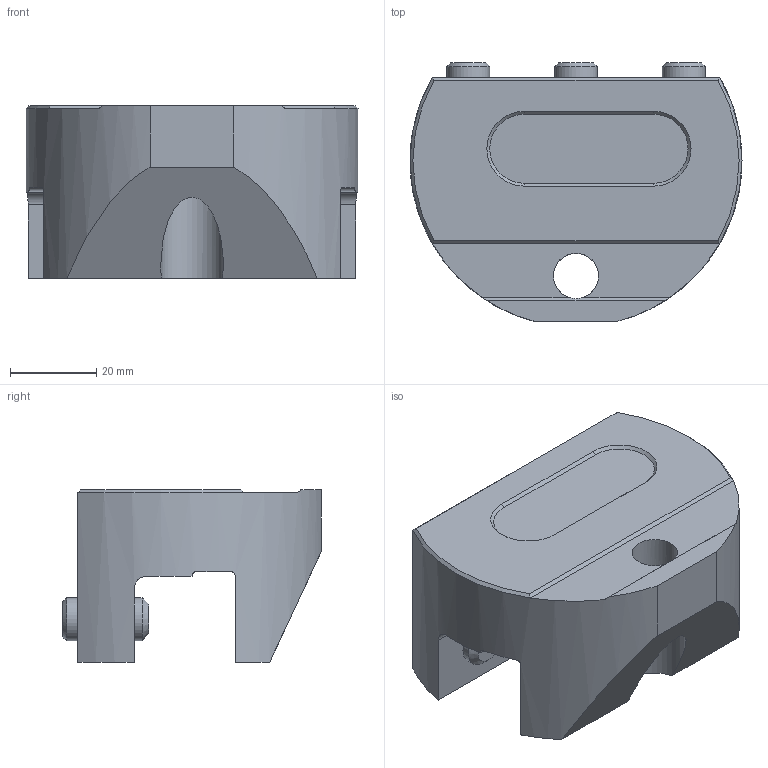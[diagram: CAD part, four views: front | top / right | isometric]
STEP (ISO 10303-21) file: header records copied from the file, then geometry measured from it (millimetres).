
FILE_DESCRIPTION(/* description */ (''),/* implementation_level */ '2;1');
FILE_NAME(/* name */ '1591614994641.stp',/* time_stamp */ '2020-06-08T16:47:24+05:00',/* author */ (''),/* organization */ ('SMS'),/* preprocessor_version */ 'ST-DEVELOPER v16.7',/* originating_system */ 'SIEMENS PLM Software NX 12.0',/* authorisation */ '');
FILE_SCHEMA (('AUTOMOTIVE_DESIGN { 1 0 10303 214 3 1 1 1 }'));
Length unit declared in the file: millimetre
Products named in the file (1): 202121717mod000_01
Bounding box: 77 x 60 x 40 mm (x, y, z)
Volume: 99326.4 mm3; surface area: 20492.7 mm2
Topology: 1 solids, 1 shells, 96 faces, 213 edges, 132 vertices
Faces by surface type: plane 51, cone 28, cylinder 16, torus 1
Full cylindrical faces by diameter (mm): 10 x6, 10.5 x1, 14.5 x1
Entity records: 2686 total; most frequent: CARTESIAN_POINT 602, DIRECTION 437, ORIENTED_EDGE 382, EDGE_CURVE 191, AXIS2_PLACEMENT_3D 175, EDGE_LOOP 121, VERTEX_POINT 120, ADVANCED_FACE 96
